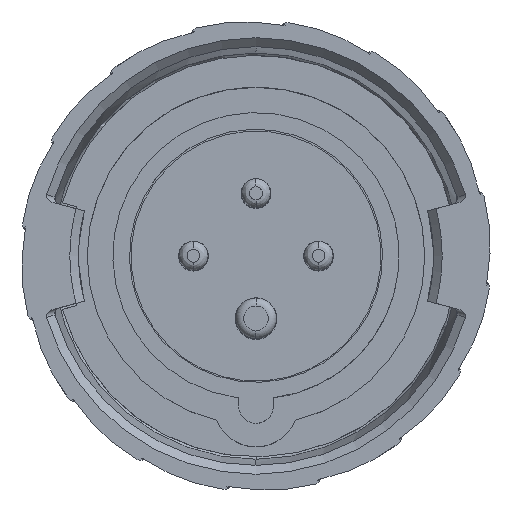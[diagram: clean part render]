
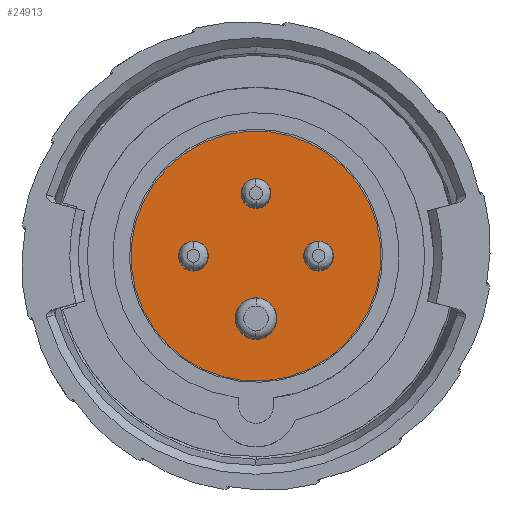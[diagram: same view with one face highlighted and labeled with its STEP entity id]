
A CAD part, top view. The second image highlights one B-rep face of the part: STEP entity #24913.
In plain terms, the highlighted planar face has unit normal (0, 0, 1).
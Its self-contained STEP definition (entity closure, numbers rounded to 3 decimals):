
#24352=CARTESIAN_POINT('',(0.,0.,4.));
#24353=DIRECTION('',(0.,0.,-1.));
#24354=DIRECTION('',(-0.581,-0.814,0.));
#24355=AXIS2_PLACEMENT_3D('',#24352,#24353,#24354);
#24357=CARTESIAN_POINT('',(0.,0.,4.));
#24358=DIRECTION('',(0.,0.,-1.));
#24359=DIRECTION('',(0.581,0.814,0.));
#24360=AXIS2_PLACEMENT_3D('',#24357,#24358,#24359);
#24362=CARTESIAN_POINT('',(10.75,0.,4.));
#24363=DIRECTION('',(0.,0.,1.));
#24364=DIRECTION('',(1.,0.,0.));
#24365=AXIS2_PLACEMENT_3D('',#24362,#24363,#24364);
#24367=CARTESIAN_POINT('',(10.75,0.,4.));
#24368=DIRECTION('',(0.,0.,1.));
#24369=DIRECTION('',(-1.,0.,0.));
#24370=AXIS2_PLACEMENT_3D('',#24367,#24368,#24369);
#24372=CARTESIAN_POINT('',(-10.75,0.,4.));
#24373=DIRECTION('',(0.,0.,1.));
#24374=DIRECTION('',(1.,0.,0.));
#24375=AXIS2_PLACEMENT_3D('',#24372,#24373,#24374);
#24377=CARTESIAN_POINT('',(-10.75,0.,4.));
#24378=DIRECTION('',(0.,0.,1.));
#24379=DIRECTION('',(-1.,0.,0.));
#24380=AXIS2_PLACEMENT_3D('',#24377,#24378,#24379);
#24382=CARTESIAN_POINT('',(0.,-10.75,4.));
#24383=DIRECTION('',(0.,0.,1.));
#24384=DIRECTION('',(1.,0.,0.));
#24385=AXIS2_PLACEMENT_3D('',#24382,#24383,#24384);
#24387=CARTESIAN_POINT('',(0.,-10.75,4.));
#24388=DIRECTION('',(0.,0.,1.));
#24389=DIRECTION('',(-1.,0.,0.));
#24390=AXIS2_PLACEMENT_3D('',#24387,#24388,#24389);
#24392=CARTESIAN_POINT('',(0.,10.75,4.));
#24393=DIRECTION('',(0.,0.,1.));
#24394=DIRECTION('',(1.,0.,0.));
#24395=AXIS2_PLACEMENT_3D('',#24392,#24393,#24394);
#24397=CARTESIAN_POINT('',(0.,10.75,4.));
#24398=DIRECTION('',(0.,0.,1.));
#24399=DIRECTION('',(-1.,0.,0.));
#24400=AXIS2_PLACEMENT_3D('',#24397,#24398,#24399);
#24762=CARTESIAN_POINT('',(-12.485,-17.503,4.));
#24763=CARTESIAN_POINT('',(12.485,17.503,4.));
#24764=VERTEX_POINT('',#24762);
#24765=VERTEX_POINT('',#24763);
#24766=CARTESIAN_POINT('',(14.325,0.,4.));
#24767=CARTESIAN_POINT('',(7.175,0.,4.));
#24768=VERTEX_POINT('',#24766);
#24769=VERTEX_POINT('',#24767);
#24770=CARTESIAN_POINT('',(-8.175,0.,4.));
#24771=CARTESIAN_POINT('',(-13.325,0.,4.));
#24772=VERTEX_POINT('',#24770);
#24773=VERTEX_POINT('',#24771);
#24774=CARTESIAN_POINT('',(2.575,-10.75,4.));
#24775=CARTESIAN_POINT('',(-2.575,-10.75,4.));
#24776=VERTEX_POINT('',#24774);
#24777=VERTEX_POINT('',#24775);
#24778=CARTESIAN_POINT('',(2.575,10.75,4.));
#24779=CARTESIAN_POINT('',(-2.575,10.75,4.));
#24780=VERTEX_POINT('',#24778);
#24781=VERTEX_POINT('',#24779);
#24878=CARTESIAN_POINT('',(0.,0.,4.));
#24879=DIRECTION('',(0.,0.,1.));
#24880=DIRECTION('',(-0.581,-0.814,0.));
#24881=AXIS2_PLACEMENT_3D('',#24878,#24879,#24880);
#24882=PLANE('',#24881);
#24884=ORIENTED_EDGE('',*,*,#24883,.T.);
#24886=ORIENTED_EDGE('',*,*,#24885,.T.);
#24887=EDGE_LOOP('',(#24884,#24886));
#24888=FACE_OUTER_BOUND('',#24887,.F.);
#24890=ORIENTED_EDGE('',*,*,#24889,.T.);
#24892=ORIENTED_EDGE('',*,*,#24891,.T.);
#24893=EDGE_LOOP('',(#24890,#24892));
#24894=FACE_BOUND('',#24893,.F.);
#24896=ORIENTED_EDGE('',*,*,#24895,.T.);
#24898=ORIENTED_EDGE('',*,*,#24897,.T.);
#24899=EDGE_LOOP('',(#24896,#24898));
#24900=FACE_BOUND('',#24899,.F.);
#24902=ORIENTED_EDGE('',*,*,#24901,.T.);
#24904=ORIENTED_EDGE('',*,*,#24903,.T.);
#24905=EDGE_LOOP('',(#24902,#24904));
#24906=FACE_BOUND('',#24905,.F.);
#24908=ORIENTED_EDGE('',*,*,#24907,.T.);
#24910=ORIENTED_EDGE('',*,*,#24909,.T.);
#24911=EDGE_LOOP('',(#24908,#24910));
#24912=FACE_BOUND('',#24911,.F.);
#24913=ADVANCED_FACE('',(#24888,#24894,#24900,#24906,#24912),#24882,.T.);
#24356=CIRCLE('',#24355,21.5);
#24361=CIRCLE('',#24360,21.5);
#24366=CIRCLE('',#24365,3.575);
#24371=CIRCLE('',#24370,3.575);
#24376=CIRCLE('',#24375,2.575);
#24381=CIRCLE('',#24380,2.575);
#24386=CIRCLE('',#24385,2.575);
#24391=CIRCLE('',#24390,2.575);
#24396=CIRCLE('',#24395,2.575);
#24401=CIRCLE('',#24400,2.575);
#24883=EDGE_CURVE('',#24764,#24765,#24356,.T.);
#24885=EDGE_CURVE('',#24765,#24764,#24361,.T.);
#24889=EDGE_CURVE('',#24768,#24769,#24366,.T.);
#24891=EDGE_CURVE('',#24769,#24768,#24371,.T.);
#24895=EDGE_CURVE('',#24772,#24773,#24376,.T.);
#24897=EDGE_CURVE('',#24773,#24772,#24381,.T.);
#24901=EDGE_CURVE('',#24776,#24777,#24386,.T.);
#24903=EDGE_CURVE('',#24777,#24776,#24391,.T.);
#24907=EDGE_CURVE('',#24780,#24781,#24396,.T.);
#24909=EDGE_CURVE('',#24781,#24780,#24401,.T.);
